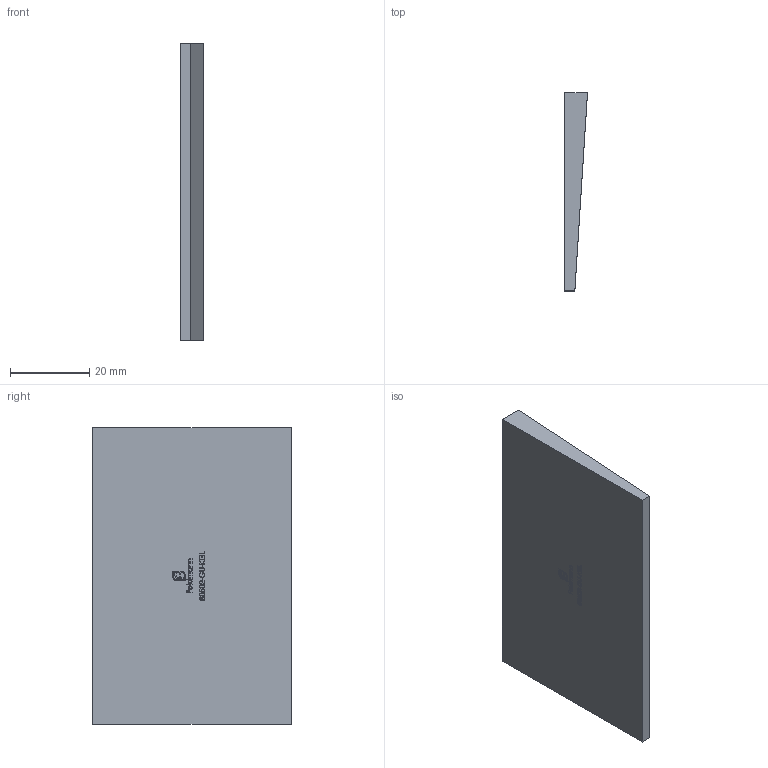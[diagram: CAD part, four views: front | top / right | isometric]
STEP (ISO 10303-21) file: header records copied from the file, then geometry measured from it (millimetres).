
FILE_DESCRIPTION (( 'STEP AP203' ), '1' );
FILE_NAME ('80502-GU-KEIL.step', '2022-07-11T07:22:46', ( '' ), ( '' ), 'SwSTEP 2.0', 'SolidWorks 2018', '' );
FILE_SCHEMA (( 'CONFIG_CONTROL_DESIGN' ));
Length unit declared in the file: millimetre
Products named in the file (1): 80502-GU-KEIL
Bounding box: 5.8 x 50 x 74.7 mm (x, y, z)
Volume: 15685.9 mm3; surface area: 8539.5 mm2
Topology: 1 solids, 1 shells, 307 faces, 828 edges, 552 vertices
Faces by surface type: plane 174, bspline 133
Entity records: 16437 total; most frequent: CARTESIAN_POINT 9557, ORIENTED_EDGE 1656, DIRECTION 912, EDGE_CURVE 828, VECTOR 562, LINE 562, VERTEX_POINT 552, EDGE_LOOP 336
